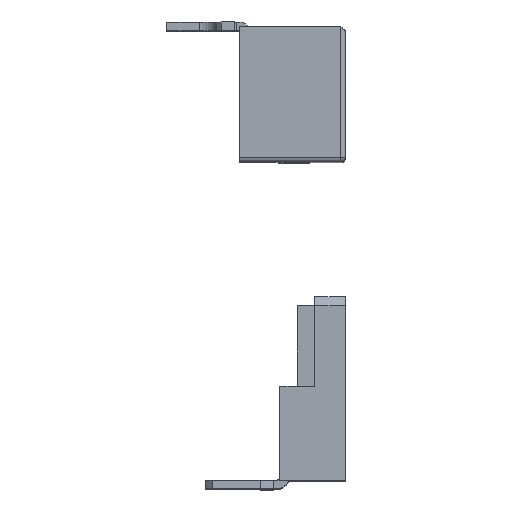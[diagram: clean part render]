
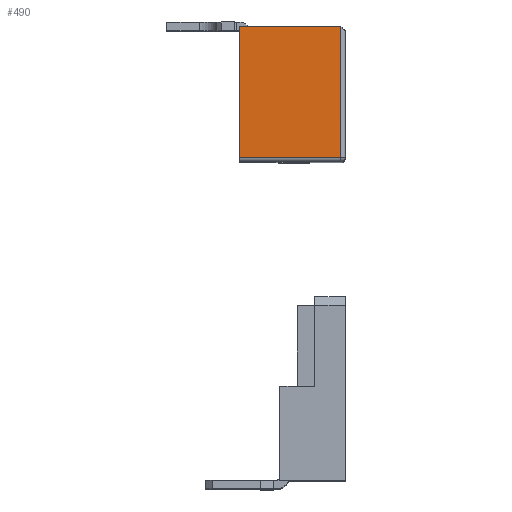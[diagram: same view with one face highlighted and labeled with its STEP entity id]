
A CAD part, top view. The second image highlights one B-rep face of the part: STEP entity #490.
In plain terms, the highlighted planar face has unit normal (0, 0, 1).
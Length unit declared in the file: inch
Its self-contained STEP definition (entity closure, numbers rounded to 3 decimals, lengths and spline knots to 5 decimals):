
#451 = EDGE_CURVE ( 'NONE', #6663, #2821, #25823, .T. ) ;
#490 = ADVANCED_FACE ( 'NONE', ( #6880 ), #3757, .T. ) ;
#2821 = VERTEX_POINT ( 'NONE', #10644 ) ;
#3757 = PLANE ( 'NONE',  #29759 ) ;
#4539 = DIRECTION ( 'NONE',  ( 1., 0., 0. ) ) ;
#4782 = VECTOR ( 'NONE', #31073, 39.37008 ) ;
#5563 = CARTESIAN_POINT ( 'NONE',  ( -0.31496, -1.10236, 2.99213 ) ) ;
#6571 = DIRECTION ( 'NONE',  ( 1., 0., 0. ) ) ;
#6663 = VERTEX_POINT ( 'NONE', #14365 ) ;
#6880 = FACE_OUTER_BOUND ( 'NONE', #28804, .T. ) ;
#9071 = VERTEX_POINT ( 'NONE', #19375 ) ;
#9768 = VECTOR ( 'NONE', #28297, 39.37008 ) ;
#10344 = LINE ( 'NONE', #30775, #29865 ) ;
#10644 = CARTESIAN_POINT ( 'NONE',  ( -0.31496, 0.07874, 2.99213 ) ) ;
#11159 = EDGE_CURVE ( 'NONE', #13268, #6663, #10344, .T. ) ;
#11766 = EDGE_CURVE ( 'NONE', #9071, #13268, #14896, .T. ) ;
#13268 = VERTEX_POINT ( 'NONE', #21326 ) ;
#14365 = CARTESIAN_POINT ( 'NONE',  ( 0.59843, 0.07874, 2.99213 ) ) ;
#14895 = EDGE_CURVE ( 'NONE', #9071, #2821, #28128, .T. ) ;
#14896 = LINE ( 'NONE', #17060, #23796 ) ;
#15703 = ORIENTED_EDGE ( 'NONE', *, *, #451, .T. ) ;
#15792 = ORIENTED_EDGE ( 'NONE', *, *, #11159, .T. ) ;
#17060 = CARTESIAN_POINT ( 'NONE',  ( -0.31496, -1.10236, 2.99213 ) ) ;
#18250 = CARTESIAN_POINT ( 'NONE',  ( 0.59843, 0.07874, 2.99213 ) ) ;
#19375 = CARTESIAN_POINT ( 'NONE',  ( -0.31496, -1.10236, 2.99213 ) ) ;
#21213 = CARTESIAN_POINT ( 'NONE',  ( 0., 0., 2.99213 ) ) ;
#21326 = CARTESIAN_POINT ( 'NONE',  ( 0.59843, -1.10236, 2.99213 ) ) ;
#21390 = DIRECTION ( 'NONE',  ( 0., 0., 1. ) ) ;
#21606 = ORIENTED_EDGE ( 'NONE', *, *, #11766, .T. ) ;
#23796 = VECTOR ( 'NONE', #4539, 39.37008 ) ;
#25823 = LINE ( 'NONE', #18250, #9768 ) ;
#25833 = DIRECTION ( 'NONE',  ( 0., 1., 0. ) ) ;
#26819 = ORIENTED_EDGE ( 'NONE', *, *, #14895, .F. ) ;
#28128 = LINE ( 'NONE', #5563, #4782 ) ;
#28297 = DIRECTION ( 'NONE',  ( -1., 0., 0. ) ) ;
#28804 = EDGE_LOOP ( 'NONE', ( #26819, #21606, #15792, #15703 ) ) ;
#29759 = AXIS2_PLACEMENT_3D ( 'NONE', #21213, #21390, #6571 ) ;
#29865 = VECTOR ( 'NONE', #25833, 39.37008 ) ;
#30775 = CARTESIAN_POINT ( 'NONE',  ( 0.59843, -1.10236, 2.99213 ) ) ;
#31073 = DIRECTION ( 'NONE',  ( 0., 1., 0. ) ) ;
